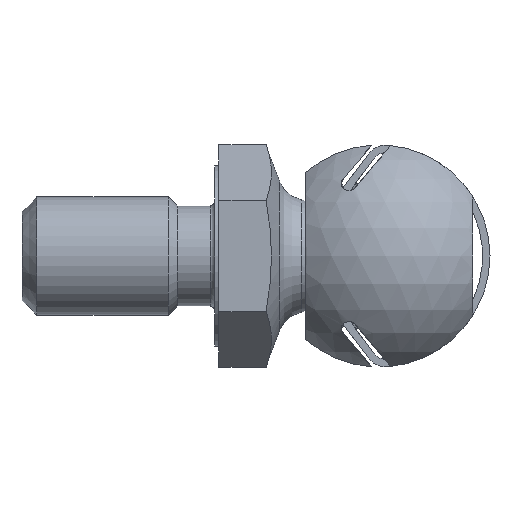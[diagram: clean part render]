
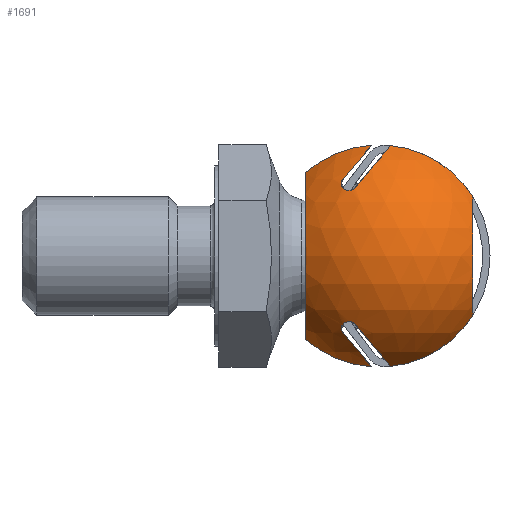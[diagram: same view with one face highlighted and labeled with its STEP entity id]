
A CAD part, front view. The second image highlights one B-rep face of the part: STEP entity #1691.
In plain terms, the highlighted spherical face has radius 8.25 mm.
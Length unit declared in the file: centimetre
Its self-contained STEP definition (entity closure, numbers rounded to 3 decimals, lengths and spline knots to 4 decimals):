
#70=B_SPLINE_CURVE_WITH_KNOTS($,3,(#2623,#2624,#2625,#2626,#2627,#2628,
#2629,#2630,#2631,#2632,#2633,#2634,#2635,#2636,#2637,#2638,#2639,#2640,
#2641),.UNSPECIFIED.,.F.,.F.,(4,2,2,2,3,2,2,2,4),(-0.0799,-0.0622,
-0.0439,-0.0236,0.,0.0239,
0.0475,0.0688,0.0869),.UNSPECIFIED.);
#71=B_SPLINE_CURVE_WITH_KNOTS($,3,(#2653,#2654,#2655,#2656,#2657,#2658,
#2659,#2660,#2661,#2662,#2663,#2664,#2665,#2666,#2667,#2668,#2669,#2670,
#2671),.UNSPECIFIED.,.F.,.F.,(4,2,2,2,3,2,2,2,4),(0.2464,0.2645,
0.2858,0.3094,0.3333,0.3569,
0.3772,0.3955,0.4132),.UNSPECIFIED.);
#97=SPHERICAL_SURFACE($,#1802,0.825);
#401=FACE_OUTER_BOUND($,#496,.T.);
#496=EDGE_LOOP($,(#1177,#1178,#1179,#1180,#1181,#1182,#1183,#1184,#1185,
#1186,#1187,#1188));
#614=CIRCLE($,#1803,0.66);
#615=CIRCLE($,#1804,0.75);
#616=CIRCLE($,#1805,0.6417);
#617=CIRCLE($,#1806,0.7109);
#618=CIRCLE($,#1807,0.75);
#619=CIRCLE($,#1808,0.5267);
#620=CIRCLE($,#1809,0.75);
#621=CIRCLE($,#1810,0.7109);
#622=CIRCLE($,#1811,0.6417);
#623=CIRCLE($,#1812,0.75);
#730=VERTEX_POINT($,#2615);
#731=VERTEX_POINT($,#2616);
#732=VERTEX_POINT($,#2618);
#733=VERTEX_POINT($,#2620);
#734=VERTEX_POINT($,#2622);
#735=VERTEX_POINT($,#2642);
#736=VERTEX_POINT($,#2644);
#737=VERTEX_POINT($,#2646);
#738=VERTEX_POINT($,#2648);
#739=VERTEX_POINT($,#2650);
#740=VERTEX_POINT($,#2652);
#741=VERTEX_POINT($,#2672);
#912=EDGE_CURVE($,#730,#731,#614,.T.);
#913=EDGE_CURVE($,#730,#732,#615,.T.);
#914=EDGE_CURVE($,#733,#732,#616,.T.);
#915=EDGE_CURVE($,#734,#733,#70,.T.);
#916=EDGE_CURVE($,#735,#734,#617,.T.);
#917=EDGE_CURVE($,#735,#736,#618,.T.);
#918=EDGE_CURVE($,#737,#736,#619,.T.);
#919=EDGE_CURVE($,#737,#738,#620,.T.);
#920=EDGE_CURVE($,#739,#738,#621,.T.);
#921=EDGE_CURVE($,#740,#739,#71,.T.);
#922=EDGE_CURVE($,#741,#740,#622,.T.);
#923=EDGE_CURVE($,#741,#731,#623,.T.);
#1177=ORIENTED_EDGE($,*,*,#912,.F.);
#1178=ORIENTED_EDGE($,*,*,#913,.T.);
#1179=ORIENTED_EDGE($,*,*,#914,.F.);
#1180=ORIENTED_EDGE($,*,*,#915,.F.);
#1181=ORIENTED_EDGE($,*,*,#916,.F.);
#1182=ORIENTED_EDGE($,*,*,#917,.T.);
#1183=ORIENTED_EDGE($,*,*,#918,.F.);
#1184=ORIENTED_EDGE($,*,*,#919,.T.);
#1185=ORIENTED_EDGE($,*,*,#920,.F.);
#1186=ORIENTED_EDGE($,*,*,#921,.F.);
#1187=ORIENTED_EDGE($,*,*,#922,.F.);
#1188=ORIENTED_EDGE($,*,*,#923,.T.);
#1691=ADVANCED_FACE($,(#401),#97,.T.);
#1802=AXIS2_PLACEMENT_3D($,#2614,#2039,#2040);
#1803=AXIS2_PLACEMENT_3D($,#2617,#2041,#2042);
#1804=AXIS2_PLACEMENT_3D($,#2619,#2043,#2044);
#1805=AXIS2_PLACEMENT_3D($,#2621,#2045,#2046);
#1806=AXIS2_PLACEMENT_3D($,#2643,#2047,#2048);
#1807=AXIS2_PLACEMENT_3D($,#2645,#2049,#2050);
#1808=AXIS2_PLACEMENT_3D($,#2647,#2051,#2052);
#1809=AXIS2_PLACEMENT_3D($,#2649,#2053,#2054);
#1810=AXIS2_PLACEMENT_3D($,#2651,#2055,#2056);
#1811=AXIS2_PLACEMENT_3D($,#2673,#2057,#2058);
#1812=AXIS2_PLACEMENT_3D($,#2674,#2059,#2060);
#2039=DIRECTION('center_axis',(0.,0.,1.));
#2040=DIRECTION('ref_axis',(0.,1.,0.));
#2041=DIRECTION('center_axis',(-1.,0.,0.));
#2042=DIRECTION('ref_axis',(0.,0.,-1.));
#2043=DIRECTION('center_axis',(0.,-1.,0.));
#2044=DIRECTION('ref_axis',(0.,0.,1.));
#2045=DIRECTION('center_axis',(0.766,0.,0.643));
#2046=DIRECTION('ref_axis',(-0.643,0.,0.766));
#2047=DIRECTION('center_axis',(-0.766,0.,-0.643));
#2048=DIRECTION('ref_axis',(0.643,0.,-0.766));
#2049=DIRECTION('center_axis',(0.,-1.,0.));
#2050=DIRECTION('ref_axis',(0.,0.,1.));
#2051=DIRECTION('center_axis',(1.,0.,0.));
#2052=DIRECTION('ref_axis',(0.,0.,1.));
#2053=DIRECTION('center_axis',(0.,-1.,0.));
#2054=DIRECTION('ref_axis',(0.,0.,1.));
#2055=DIRECTION('center_axis',(-0.766,0.,0.643));
#2056=DIRECTION('ref_axis',(-0.643,0.,-0.766));
#2057=DIRECTION('center_axis',(0.766,0.,-0.643));
#2058=DIRECTION('ref_axis',(0.643,0.,0.766));
#2059=DIRECTION('center_axis',(0.,-1.,0.));
#2060=DIRECTION('ref_axis',(0.,0.,1.));
#2614=CARTESIAN_POINT('Origin',(0.,-2.2464,0.));
#2615=CARTESIAN_POINT('',(-0.495,-2.5901,-0.5634));
#2616=CARTESIAN_POINT('',(-0.495,-2.5901,0.5634));
#2617=CARTESIAN_POINT('Origin',(-0.495,-2.2464,0.));
#2618=CARTESIAN_POINT('',(-0.049,-2.5901,-0.7484));
#2619=CARTESIAN_POINT('Origin',(0.,-2.5901,0.));
#2620=CARTESIAN_POINT('',(-0.2434,-2.8417,-0.5167));
#2621=CARTESIAN_POINT('Origin',(-0.3972,-2.2464,-0.3333));
#2622=CARTESIAN_POINT('',(-0.1595,-2.9117,-0.4611));
#2623=CARTESIAN_POINT('Ctrl Pts',(-0.1595,-2.9117,
-0.4611));
#2624=CARTESIAN_POINT('Ctrl Pts',(-0.1631,-2.9138,-0.4568));
#2625=CARTESIAN_POINT('Ctrl Pts',(-0.1684,-2.9154,
-0.4525));
#2626=CARTESIAN_POINT('Ctrl Pts',(-0.1789,-2.9165,
-0.4468));
#2627=CARTESIAN_POINT('Ctrl Pts',(-0.1858,-2.9161,
-0.4445));
#2628=CARTESIAN_POINT('Ctrl Pts',(-0.1983,-2.9138,
-0.4427));
#2629=CARTESIAN_POINT('Ctrl Pts',(-0.2061,-2.9112,-0.443));
#2630=CARTESIAN_POINT('Ctrl Pts',(-0.2191,-2.9053,
-0.4456));
#2631=CARTESIAN_POINT('Ctrl Pts',(-0.2267,-2.9005,-0.4488));
#2632=CARTESIAN_POINT('Ctrl Pts',(-0.2321,-2.8961,
-0.4524));
#2633=CARTESIAN_POINT('Ctrl Pts',(-0.2376,-2.8916,
-0.456));
#2634=CARTESIAN_POINT('Ctrl Pts',(-0.2429,-2.8858,-0.4614));
#2635=CARTESIAN_POINT('Ctrl Pts',(-0.2496,-2.8757,
-0.4716));
#2636=CARTESIAN_POINT('Ctrl Pts',(-0.2522,-2.8696,
-0.4783));
#2637=CARTESIAN_POINT('Ctrl Pts',(-0.2537,-2.86,
-0.4897));
#2638=CARTESIAN_POINT('Ctrl Pts',(-0.2533,-2.8548,
-0.4964));
#2639=CARTESIAN_POINT('Ctrl Pts',(-0.25,-2.8475,
-0.5068));
#2640=CARTESIAN_POINT('Ctrl Pts',(-0.247,-2.844,
-0.5124));
#2641=CARTESIAN_POINT('Ctrl Pts',(-0.2434,-2.8417,
-0.5167));
#2642=CARTESIAN_POINT('',(0.0794,-2.5901,-0.7458));
#2643=CARTESIAN_POINT('Origin',(-0.3206,-2.2464,-0.269));
#2644=CARTESIAN_POINT('',(0.635,-2.5901,-0.3991));
#2645=CARTESIAN_POINT('Origin',(0.,-2.5901,0.));
#2646=CARTESIAN_POINT('',(0.635,-2.5901,0.3991));
#2647=CARTESIAN_POINT('Origin',(0.635,-2.2464,0.));
#2648=CARTESIAN_POINT('',(0.0794,-2.5901,0.7458));
#2649=CARTESIAN_POINT('Origin',(0.,-2.5901,0.));
#2650=CARTESIAN_POINT('',(-0.1595,-2.9117,0.4611));
#2651=CARTESIAN_POINT('Origin',(-0.3206,-2.2464,0.269));
#2652=CARTESIAN_POINT('',(-0.2434,-2.8417,0.5167));
#2653=CARTESIAN_POINT('Ctrl Pts',(-0.2434,-2.8417,
0.5167));
#2654=CARTESIAN_POINT('Ctrl Pts',(-0.247,-2.844,
0.5124));
#2655=CARTESIAN_POINT('Ctrl Pts',(-0.25,-2.8475,
0.5068));
#2656=CARTESIAN_POINT('Ctrl Pts',(-0.2533,-2.8548,
0.4964));
#2657=CARTESIAN_POINT('Ctrl Pts',(-0.2537,-2.86,
0.4897));
#2658=CARTESIAN_POINT('Ctrl Pts',(-0.2522,-2.8696,
0.4783));
#2659=CARTESIAN_POINT('Ctrl Pts',(-0.2496,-2.8757,
0.4716));
#2660=CARTESIAN_POINT('Ctrl Pts',(-0.2429,-2.8858,0.4614));
#2661=CARTESIAN_POINT('Ctrl Pts',(-0.2376,-2.8916,
0.456));
#2662=CARTESIAN_POINT('Ctrl Pts',(-0.2321,-2.8961,
0.4524));
#2663=CARTESIAN_POINT('Ctrl Pts',(-0.2267,-2.9005,0.4488));
#2664=CARTESIAN_POINT('Ctrl Pts',(-0.2191,-2.9053,
0.4456));
#2665=CARTESIAN_POINT('Ctrl Pts',(-0.2061,-2.9112,0.443));
#2666=CARTESIAN_POINT('Ctrl Pts',(-0.1983,-2.9138,
0.4427));
#2667=CARTESIAN_POINT('Ctrl Pts',(-0.1858,-2.9161,
0.4445));
#2668=CARTESIAN_POINT('Ctrl Pts',(-0.1789,-2.9165,
0.4468));
#2669=CARTESIAN_POINT('Ctrl Pts',(-0.1684,-2.9154,
0.4525));
#2670=CARTESIAN_POINT('Ctrl Pts',(-0.1631,-2.9138,0.4568));
#2671=CARTESIAN_POINT('Ctrl Pts',(-0.1595,-2.9117,
0.4611));
#2672=CARTESIAN_POINT('',(-0.049,-2.5901,0.7484));
#2673=CARTESIAN_POINT('Origin',(-0.3972,-2.2464,0.3333));
#2674=CARTESIAN_POINT('Origin',(0.,-2.5901,0.));
